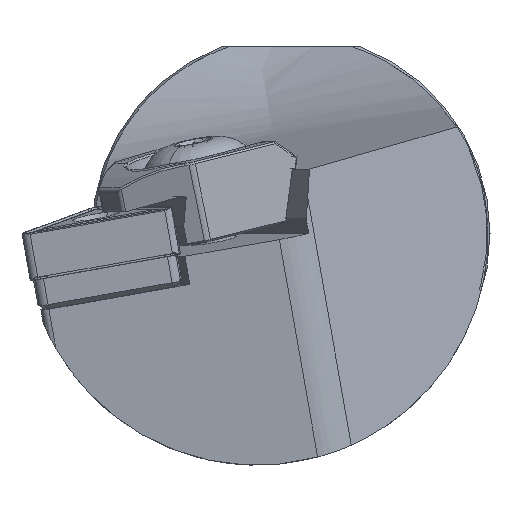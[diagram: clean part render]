
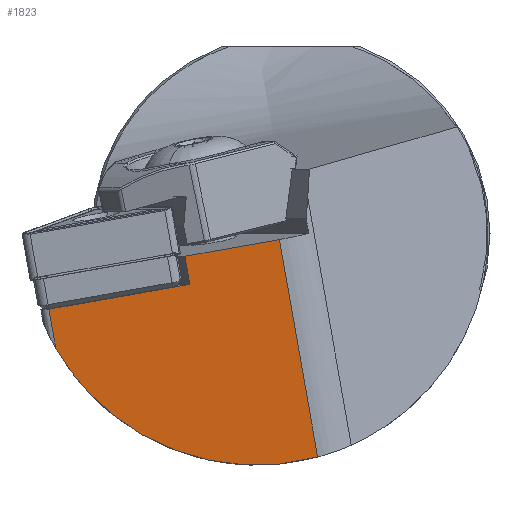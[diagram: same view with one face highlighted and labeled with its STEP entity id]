
A CAD part, left-side view. The second image highlights one B-rep face of the part: STEP entity #1823.
In plain terms, the highlighted planar face has unit normal (-0.995, -0.018, -0.103).
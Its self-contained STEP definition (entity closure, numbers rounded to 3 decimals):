
#138 = FACE_OUTER_BOUND ( 'NONE', #287, .T. ) ;
#287 = EDGE_LOOP ( 'NONE', ( #8883, #9694, #3602, #1510, #6059, #3264 ) ) ;
#521 = VERTEX_POINT ( 'NONE', #4647 ) ;
#769 = DIRECTION ( 'NONE',  ( -0.105, 0.173, 0.979 ) ) ;
#1085 = VECTOR ( 'NONE', #6797, 1000. ) ;
#1152 = VERTEX_POINT ( 'NONE', #1392 ) ;
#1183 = DIRECTION ( 'NONE',  ( -0.105, 0.173, 0.979 ) ) ;
#1249 =( BOUNDED_CURVE ( )  B_SPLINE_CURVE ( 3, ( #1874, #9481, #3332, #4116 ),
 .UNSPECIFIED., .F., .F. ) 
 B_SPLINE_CURVE_WITH_KNOTS ( ( 4, 4 ),
 ( 3.051, 4.37 ),
 .UNSPECIFIED. ) 
 CURVE ( )  GEOMETRIC_REPRESENTATION_ITEM ( )  RATIONAL_B_SPLINE_CURVE ( ( 1., 0.86, 0.86, 1. ) ) 
 REPRESENTATION_ITEM ( '' )  );
#1282 = DIRECTION ( 'NONE',  ( 0.995, 0.018, 0.103 ) ) ;
#1392 = CARTESIAN_POINT ( 'NONE',  ( -228.718, -29.81, -1.772 ) ) ;
#1510 = ORIENTED_EDGE ( 'NONE', *, *, #5207, .F. ) ;
#1815 = VECTOR ( 'NONE', #7727, 1000. ) ;
#1823 = ADVANCED_FACE ( 'NONE', ( #138 ), #2616, .F. ) ;
#1874 = CARTESIAN_POINT ( 'NONE',  ( -226.387, -33.661, -23.608 ) ) ;
#2166 = VERTEX_POINT ( 'NONE', #5386 ) ;
#2499 = CARTESIAN_POINT ( 'NONE',  ( -228.718, -20.328, -3.444 ) ) ;
#2535 = LINE ( 'NONE', #5165, #4877 ) ;
#2616 = PLANE ( 'NONE',  #4842 ) ;
#3223 = LINE ( 'NONE', #5476, #1815 ) ;
#3264 = ORIENTED_EDGE ( 'NONE', *, *, #9269, .F. ) ;
#3332 = CARTESIAN_POINT ( 'NONE',  ( -226.907, -12.816, -22.264 ) ) ;
#3585 = EDGE_CURVE ( 'NONE', #3728, #1152, #5585, .T. ) ;
#3602 = ORIENTED_EDGE ( 'NONE', *, *, #6016, .F. ) ;
#3605 = LINE ( 'NONE', #5286, #7639 ) ;
#3728 = VERTEX_POINT ( 'NONE', #4469 ) ;
#4116 = CARTESIAN_POINT ( 'NONE',  ( -227.999, -7.357, -12.67 ) ) ;
#4469 = CARTESIAN_POINT ( 'NONE',  ( -226.387, -33.661, -23.608 ) ) ;
#4558 = CARTESIAN_POINT ( 'NONE',  ( -177.127, -91.406, -489.34 ) ) ;
#4647 = CARTESIAN_POINT ( 'NONE',  ( -228.417, -20.825, -6.265 ) ) ;
#4842 = AXIS2_PLACEMENT_3D ( 'NONE', #5070, #1282, #7397 ) ;
#4877 = VECTOR ( 'NONE', #5900, 1000. ) ;
#5070 = CARTESIAN_POINT ( 'NONE',  ( -177.127, -91.406, -489.34 ) ) ;
#5104 = VERTEX_POINT ( 'NONE', #2499 ) ;
#5165 = CARTESIAN_POINT ( 'NONE',  ( -228.718, -6.17, -5.941 ) ) ;
#5207 = EDGE_CURVE ( 'NONE', #3728, #7045, #1249, .T. ) ;
#5286 = CARTESIAN_POINT ( 'NONE',  ( -177.127, -105.564, -486.843 ) ) ;
#5326 = VECTOR ( 'NONE', #1183, 1000. ) ;
#5386 = CARTESIAN_POINT ( 'NONE',  ( -228.417, -6.667, -8.761 ) ) ;
#5476 = CARTESIAN_POINT ( 'NONE',  ( -228.417, -6.667, -8.761 ) ) ;
#5585 = LINE ( 'NONE', #5787, #5326 ) ;
#5787 = CARTESIAN_POINT ( 'NONE',  ( -177.127, -115.047, -485.171 ) ) ;
#5900 = DIRECTION ( 'NONE',  ( 0., -0.985, 0.174 ) ) ;
#6016 = EDGE_CURVE ( 'NONE', #7045, #2166, #8882, .T. ) ;
#6059 = ORIENTED_EDGE ( 'NONE', *, *, #3585, .T. ) ;
#6797 = DIRECTION ( 'NONE',  ( -0.105, 0.173, 0.979 ) ) ;
#7045 = VERTEX_POINT ( 'NONE', #9725 ) ;
#7096 = EDGE_CURVE ( 'NONE', #521, #5104, #3605, .T. ) ;
#7397 = DIRECTION ( 'NONE',  ( 0., -0.985, 0.174 ) ) ;
#7639 = VECTOR ( 'NONE', #769, 1000. ) ;
#7727 = DIRECTION ( 'NONE',  ( 0., -0.985, 0.174 ) ) ;
#7794 = EDGE_CURVE ( 'NONE', #2166, #521, #3223, .T. ) ;
#8882 = LINE ( 'NONE', #4558, #1085 ) ;
#8883 = ORIENTED_EDGE ( 'NONE', *, *, #7096, .F. ) ;
#9269 = EDGE_CURVE ( 'NONE', #5104, #1152, #2535, .T. ) ;
#9481 = CARTESIAN_POINT ( 'NONE',  ( -226.282, -23.008, -26.502 ) ) ;
#9694 = ORIENTED_EDGE ( 'NONE', *, *, #7794, .F. ) ;
#9725 = CARTESIAN_POINT ( 'NONE',  ( -227.999, -7.357, -12.67 ) ) ;
